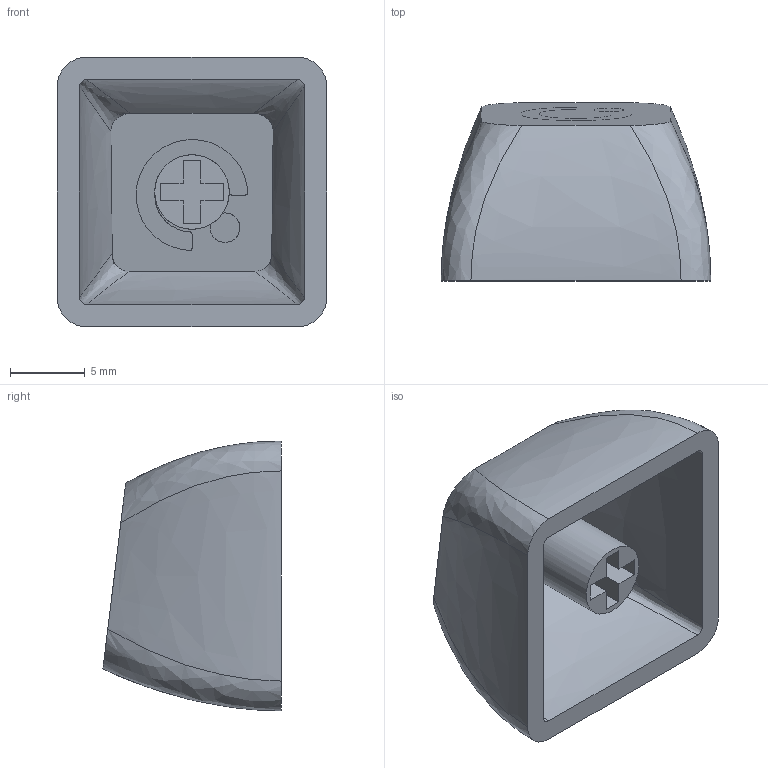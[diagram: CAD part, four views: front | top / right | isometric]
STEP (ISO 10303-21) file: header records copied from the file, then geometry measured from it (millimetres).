
FILE_DESCRIPTION(/* description */ (''),/* implementation_level */ '2;1');
FILE_NAME(/* name */ 'cora.step',/* time_stamp */ '2022-02-23T13:26:38-03:00',/* author */ (''),/* organization */ (''),/* preprocessor_version */ 'ST-DEVELOPER v18.1',/* originating_system */ 'Autodesk Translation Framework v10.13.0.1454',/* authorisation */ '');
FILE_SCHEMA (('AUTOMOTIVE_DESIGN { 1 0 10303 214 3 1 1 }'));
Length unit declared in the file: millimetre
Products named in the file (1): cora
Bounding box: 18.1 x 11.95 x 18.1 mm (x, y, z)
Volume: 1262.5 mm3; surface area: 1986.4 mm2
Topology: 2 solids, 2 shells, 57 faces, 149 edges, 98 vertices
Faces by surface type: plane 26, bspline 16, cylinder 15
Full cylindrical faces by diameter (mm): 2 x2, 5 x1
Entity records: 2351 total; most frequent: CARTESIAN_POINT 971, ORIENTED_EDGE 298, DIRECTION 247, EDGE_CURVE 149, VERTEX_POINT 98, AXIS2_PLACEMENT_3D 88, LINE 71, VECTOR 71
